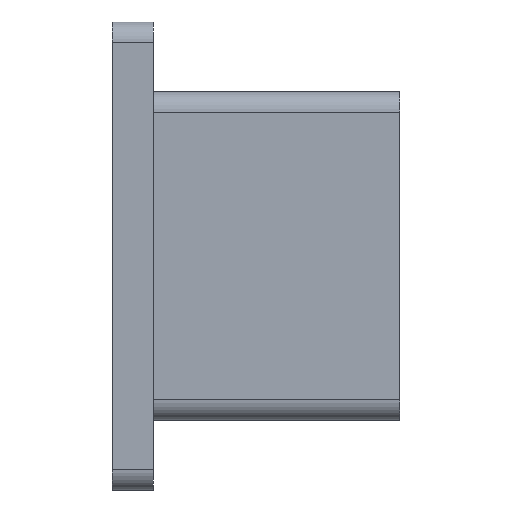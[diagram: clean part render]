
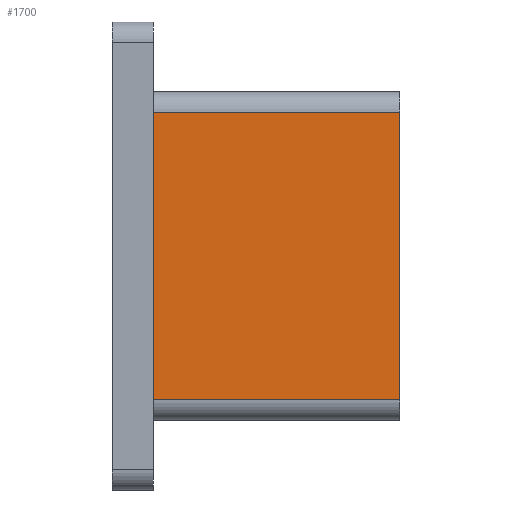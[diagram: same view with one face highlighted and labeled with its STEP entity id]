
A CAD part, left-side view. The second image highlights one B-rep face of the part: STEP entity #1700.
In plain terms, the highlighted planar face has unit normal (-1, 0, 0).
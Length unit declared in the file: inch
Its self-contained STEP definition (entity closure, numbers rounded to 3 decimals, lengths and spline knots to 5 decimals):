
#127=PLANE('',#1802);
#166=FACE_OUTER_BOUND('',#258,.T.);
#258=EDGE_LOOP('',(#1201,#1202,#1203,#1204));
#462=LINE('',#2526,#578);
#463=LINE('',#2529,#579);
#464=LINE('',#2531,#580);
#465=LINE('',#2532,#581);
#578=VECTOR('',#2008,0.3937);
#579=VECTOR('',#2011,0.3937);
#580=VECTOR('',#2012,0.3937);
#581=VECTOR('',#2013,0.3937);
#801=VERTEX_POINT('',#2519);
#804=VERTEX_POINT('',#2524);
#805=VERTEX_POINT('',#2528);
#806=VERTEX_POINT('',#2530);
#976=EDGE_CURVE('',#804,#801,#462,.T.);
#977=EDGE_CURVE('',#804,#805,#463,.T.);
#978=EDGE_CURVE('',#806,#805,#464,.T.);
#979=EDGE_CURVE('',#806,#801,#465,.T.);
#1201=ORIENTED_EDGE('',*,*,#976,.F.);
#1202=ORIENTED_EDGE('',*,*,#977,.T.);
#1203=ORIENTED_EDGE('',*,*,#978,.F.);
#1204=ORIENTED_EDGE('',*,*,#979,.T.);
#1700=ADVANCED_FACE('',(#166),#127,.T.);
#1802=AXIS2_PLACEMENT_3D('',#2527,#2009,#2010);
#2008=DIRECTION('',(0.,-1.,0.));
#2009=DIRECTION('center_axis',(-1.,0.,0.));
#2010=DIRECTION('ref_axis',(0.,0.,1.));
#2011=DIRECTION('',(0.,0.,-1.));
#2012=DIRECTION('',(0.,1.,0.));
#2013=DIRECTION('',(0.,0.,1.));
#2519=CARTESIAN_POINT('',(-2.5,0.,0.875));
#2524=CARTESIAN_POINT('',(-2.5,1.5,0.875));
#2526=CARTESIAN_POINT('',(-2.5,0.,0.875));
#2527=CARTESIAN_POINT('Origin',(-2.5,0.,-1.));
#2528=CARTESIAN_POINT('',(-2.5,1.5,-0.875));
#2529=CARTESIAN_POINT('',(-2.5,1.5,-0.5));
#2530=CARTESIAN_POINT('',(-2.5,0.,-0.875));
#2531=CARTESIAN_POINT('',(-2.5,0.,-0.875));
#2532=CARTESIAN_POINT('',(-2.5,0.,-1.));
